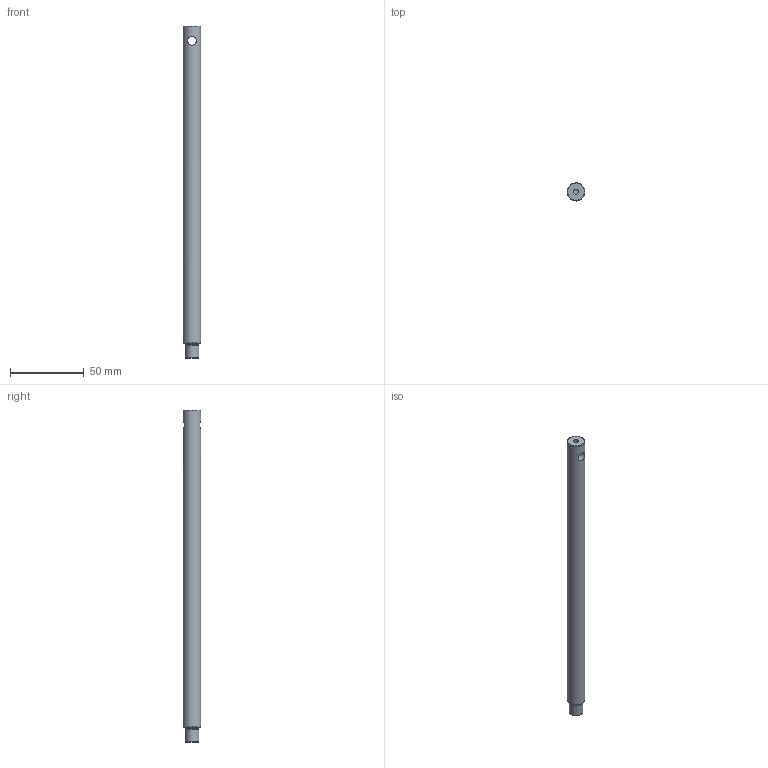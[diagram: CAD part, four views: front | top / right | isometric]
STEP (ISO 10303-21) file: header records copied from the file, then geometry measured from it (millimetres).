
FILE_DESCRIPTION(/* description */ (''),/* implementation_level */ '2;1');
FILE_NAME(/* name */ 'T-SHAFT.0.4.step',/* time_stamp */ '2020-07-17T20:30:44+01:00',/* author */ (''),/* organization */ (''),/* preprocessor_version */ 'ST-DEVELOPER v18.1',/* originating_system */ 'Autodesk Translation Framework v9.3.0.1241',/* authorisation */ '');
FILE_SCHEMA (('AUTOMOTIVE_DESIGN { 1 0 10303 214 3 1 1 }'));
Length unit declared in the file: millimetre
Products named in the file (2): T-SHAFT; T-SHAFT_1
Assembly tree (1 placements, depth 2):
  T-SHAFT
    T-SHAFT_1
Bounding box: 12 x 12 x 225 mm (x, y, z)
Volume: 24587 mm3; surface area: 8865.4 mm2
Topology: 1 solids, 1 shells, 14 faces, 29 edges, 19 vertices
Faces by surface type: cylinder 5, cone 4, plane 4, torus 1
Full cylindrical faces by diameter (mm): 3.332 x1, 6 x1, 7 x1, 9.461 x1, 12 x1
Entity records: 539 total; most frequent: CARTESIAN_POINT 166, DIRECTION 73, ORIENTED_EDGE 58, AXIS2_PLACEMENT_3D 32, EDGE_CURVE 29, EDGE_LOOP 20, VERTEX_POINT 19, CIRCLE 15
